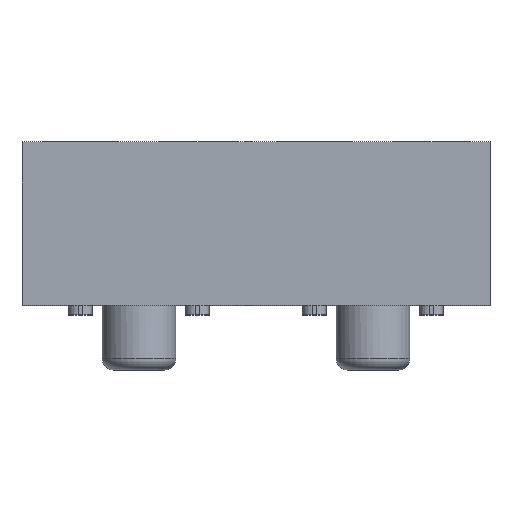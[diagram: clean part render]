
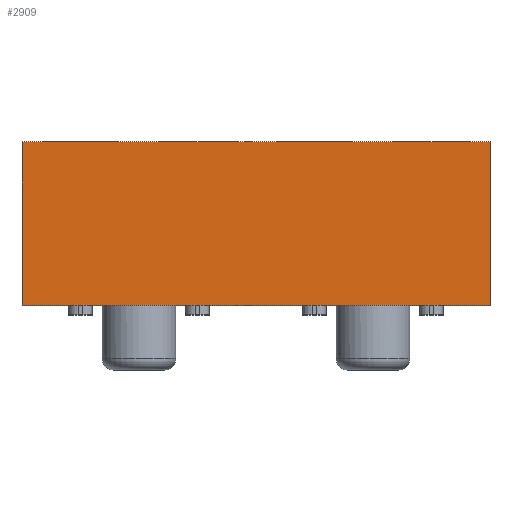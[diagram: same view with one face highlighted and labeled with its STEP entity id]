
A CAD part, top view. The second image highlights one B-rep face of the part: STEP entity #2909.
In plain terms, the highlighted planar face has unit normal (0, 0, 1).
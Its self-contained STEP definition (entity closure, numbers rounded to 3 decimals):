
#145=FACE_OUTER_BOUND('',#309,.T.);
#309=EDGE_LOOP('',(#1949,#1950,#1951,#1952));
#497=LINE('',#4183,#874);
#510=LINE('',#4208,#887);
#511=LINE('',#4211,#888);
#512=LINE('',#4212,#889);
#874=VECTOR('',#3374,10.16);
#887=VECTOR('',#3393,3.55);
#888=VECTOR('',#3396,10.16);
#889=VECTOR('',#3397,3.55);
#1251=VERTEX_POINT('',#4180);
#1252=VERTEX_POINT('',#4182);
#1261=VERTEX_POINT('',#4206);
#1262=VERTEX_POINT('',#4210);
#1516=EDGE_CURVE('',#1251,#1252,#497,.T.);
#1529=EDGE_CURVE('',#1251,#1261,#510,.T.);
#1530=EDGE_CURVE('',#1262,#1261,#511,.T.);
#1531=EDGE_CURVE('',#1252,#1262,#512,.T.);
#1949=ORIENTED_EDGE('',*,*,#1530,.F.);
#1950=ORIENTED_EDGE('',*,*,#1531,.F.);
#1951=ORIENTED_EDGE('',*,*,#1516,.F.);
#1952=ORIENTED_EDGE('',*,*,#1529,.T.);
#2763=PLANE('',#3155);
#2909=ADVANCED_FACE('',(#145),#2763,.T.);
#3155=AXIS2_PLACEMENT_3D('',#4209,#3394,#3395);
#3374=DIRECTION('',(-1.,0.,0.));
#3393=DIRECTION('',(0.,1.,0.));
#3394=DIRECTION('center_axis',(0.,0.,1.));
#3395=DIRECTION('ref_axis',(1.,0.,0.));
#3396=DIRECTION('',(1.,0.,0.));
#3397=DIRECTION('',(0.,1.,0.));
#4180=CARTESIAN_POINT('',(8.89,0.,2.54));
#4182=CARTESIAN_POINT('',(-1.27,0.,2.54));
#4183=CARTESIAN_POINT('',(8.89,0.,2.54));
#4206=CARTESIAN_POINT('',(8.89,3.55,2.54));
#4208=CARTESIAN_POINT('',(8.89,0.,2.54));
#4209=CARTESIAN_POINT('Origin',(-1.27,0.,2.54));
#4210=CARTESIAN_POINT('',(-1.27,3.55,2.54));
#4211=CARTESIAN_POINT('',(-1.27,3.55,2.54));
#4212=CARTESIAN_POINT('',(-1.27,0.,2.54));
